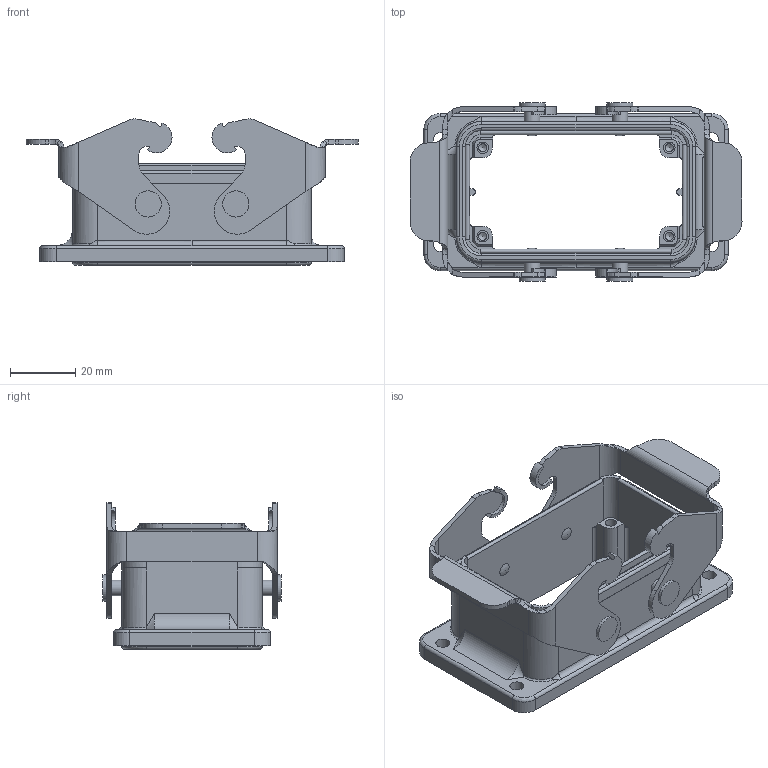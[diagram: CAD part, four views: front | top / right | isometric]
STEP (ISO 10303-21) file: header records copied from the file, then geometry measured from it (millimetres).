
FILE_DESCRIPTION(/* description */ (''),/* implementation_level */ '2;1');
FILE_NAME(/* name */ 'c3d_c146 67f010 000 8.stp',/* time_stamp */ '2018-05-17T08:30:17+02:00',/* author */ (''),/* organization */ (''),/* preprocessor_version */ 'ST-DEVELOPER v16',/* originating_system */ 'SIEMENS PLM Software NX 11.0',/* authorisation */ '');
FILE_SCHEMA (('AP203_CONFIGURATION_CONTROLLED_3D_DESIGN_OF_MECHANICAL_PARTS_AND_ASSEMBLIES_MIM_LF { 1 0 10303 403 2 1 2}'));
Length unit declared in the file: millimetre
Products named in the file (1): c146 67f010 000 8nxm001-04
Bounding box: 101.4 x 54.4 x 44.69 mm (x, y, z)
Volume: 40336 mm3; surface area: 28781.8 mm2
Topology: 1 solids, 1 shells, 487 faces, 1280 edges, 823 vertices
Faces by surface type: plane 230, cylinder 154, bspline 48, extrusion 23, torus 16, cone 12, sphere 4
Full cylindrical faces by diameter (mm): 2.5 x4, 2.51 x4, 3.5 x4, 4.3 x4, 4.8 x8, 8 x4
Entity records: 17928 total; most frequent: CARTESIAN_POINT 5410, ORIENTED_EDGE 2414, DIRECTION 2020, EDGE_CURVE 1207, VERTEX_POINT 798, AXIS2_PLACEMENT_3D 723, VECTOR 574, EDGE_LOOP 573
